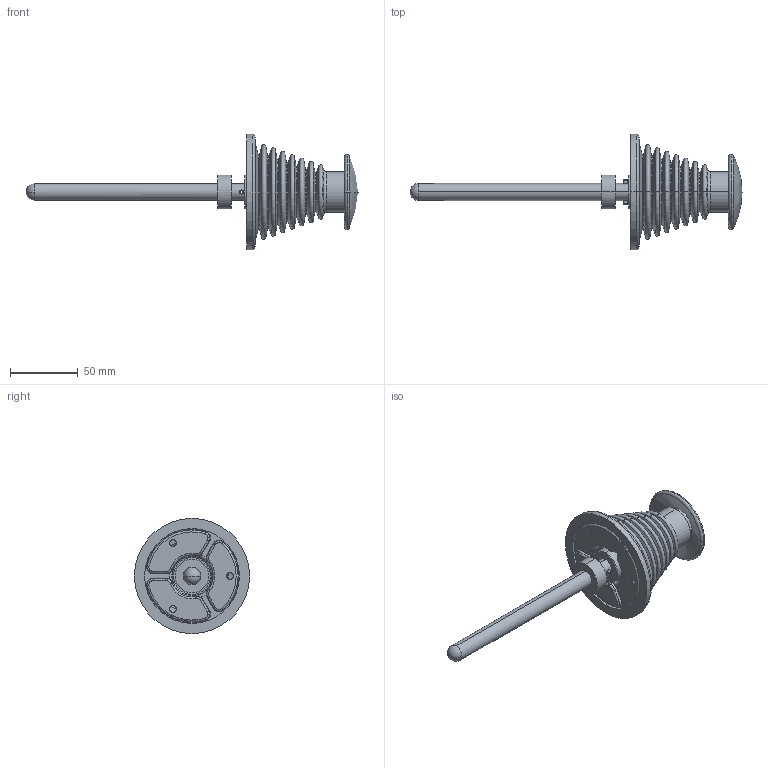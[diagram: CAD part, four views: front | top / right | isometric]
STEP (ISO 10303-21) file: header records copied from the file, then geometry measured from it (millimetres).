
FILE_DESCRIPTION (( 'STEP AP203' ), '1' );
FILE_NAME ('FC-700.STEP', '2017-12-11T02:08:07', ( '' ), ( '' ), 'SwSTEP 2.0', 'SolidWorks 2014', '' );
FILE_SCHEMA (( 'CONFIG_CONTROL_DESIGN' ));
Length unit declared in the file: millimetre
Products named in the file (10): FC-700_僗僾儕儞僌僺儞2; FC-700_ベローズ; FC-700_座金; FC-700_ヘッド; FC-700_僗僾儕儞僌僺儞1; FC-700_フランジ; FC-700_パッキン_2; FC-700_墴朹_俥俠-700; FC-700; FC-700_パッキン_1
Assembly tree (9 placements, depth 2):
  FC-700
    FC-700_ヘッド
    FC-700_墴朹_俥俠-700
    FC-700_ベローズ
    FC-700_フランジ
    FC-700_パッキン_1
    FC-700_座金
    FC-700_パッキン_2
    FC-700_僗僾儕儞僌僺儞2
    FC-700_僗僾儕儞僌僺儞1
Bounding box: 245 x 85 x 85 mm (x, y, z)
Volume: 89413.8 mm3; surface area: 86204 mm2
Topology: 9 solids, 9 shells, 411 faces, 906 edges, 510 vertices
Faces by surface type: torus 170, cone 108, cylinder 78, plane 43, sphere 6, bspline 6
Entity records: 13104 total; most frequent: CARTESIAN_POINT 2636, DIRECTION 2324, ORIENTED_EDGE 1796, AXIS2_PLACEMENT_3D 1046, EDGE_CURVE 898, CIRCLE 629, VERTEX_POINT 510, EDGE_LOOP 444
